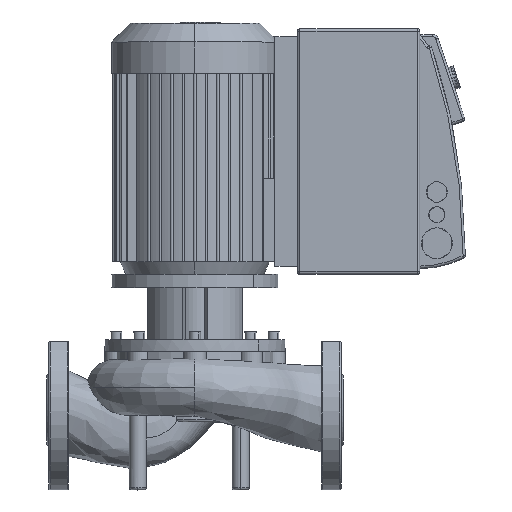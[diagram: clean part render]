
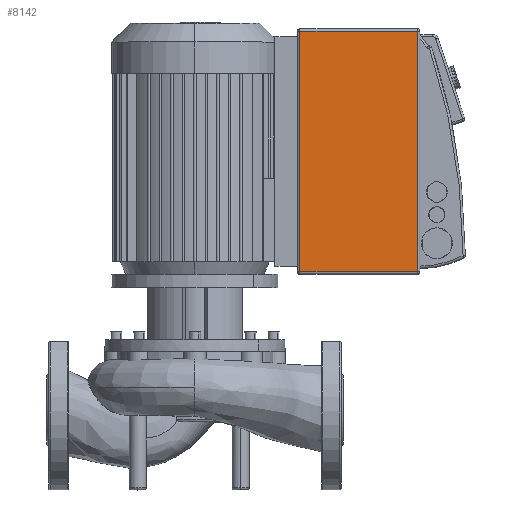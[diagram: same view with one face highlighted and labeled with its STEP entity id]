
A CAD part, top view. The second image highlights one B-rep face of the part: STEP entity #8142.
In plain terms, the highlighted planar face has unit normal (0, 0, 1).
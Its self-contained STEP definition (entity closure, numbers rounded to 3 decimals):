
#7661=CARTESIAN_POINT('',(325.0,121.,85.5));
#7662=VERTEX_POINT('',#7661);
#7722=CARTESIAN_POINT('',(222.,121.0,85.5));
#7723=VERTEX_POINT('',#7722);
#7801=CARTESIAN_POINT('',(325.0,332.0,85.5));
#7802=VERTEX_POINT('',#7801);
#7827=CARTESIAN_POINT('',(222.,332.0,85.5));
#7828=VERTEX_POINT('',#7827);
#7868=CARTESIAN_POINT('',(222.,332.0,85.5));
#7869=DIRECTION('',(1.0,0.0,0.0));
#7870=VECTOR('',#7869,103.);
#7871=LINE('',#7868,#7870);
#7872=EDGE_CURVE('',#7828,#7802,#7871,.T.);
#7912=CARTESIAN_POINT('',(222.,121.0,85.5));
#7913=DIRECTION('',(0.0,1.0,0.0));
#7914=VECTOR('',#7913,211.0);
#7915=LINE('',#7912,#7914);
#7916=EDGE_CURVE('',#7723,#7828,#7915,.T.);
#7956=CARTESIAN_POINT('',(325.0,332.0,85.5));
#7957=DIRECTION('',(0.0,-1.0,0.0));
#7958=VECTOR('',#7957,211.);
#7959=LINE('',#7956,#7958);
#7960=EDGE_CURVE('',#7802,#7662,#7959,.T.);
#8044=CARTESIAN_POINT('',(325.0,121.,85.5));
#8045=DIRECTION('',(-1.0,0.0,0.0));
#8046=VECTOR('',#8045,103.);
#8047=LINE('',#8044,#8046);
#8048=EDGE_CURVE('',#7662,#7723,#8047,.T.);
#8131=CARTESIAN_POINT('',(273.5,226.5,85.5));
#8132=DIRECTION('',(0.0,0.0,1.0));
#8133=DIRECTION('',(1.0,0.0,0.0));
#8134=AXIS2_PLACEMENT_3D('',#8131,#8132,#8133);
#8135=PLANE('',#8134);
#8136=ORIENTED_EDGE('',*,*,#7872,.F.);
#8137=ORIENTED_EDGE('',*,*,#7916,.F.);
#8138=ORIENTED_EDGE('',*,*,#8048,.F.);
#8139=ORIENTED_EDGE('',*,*,#7960,.F.);
#8140=EDGE_LOOP('',(#8136,#8137,#8138,#8139));
#8141=FACE_OUTER_BOUND('',#8140,.T.);
#8142=ADVANCED_FACE('',(#8141),#8135,.T.);
